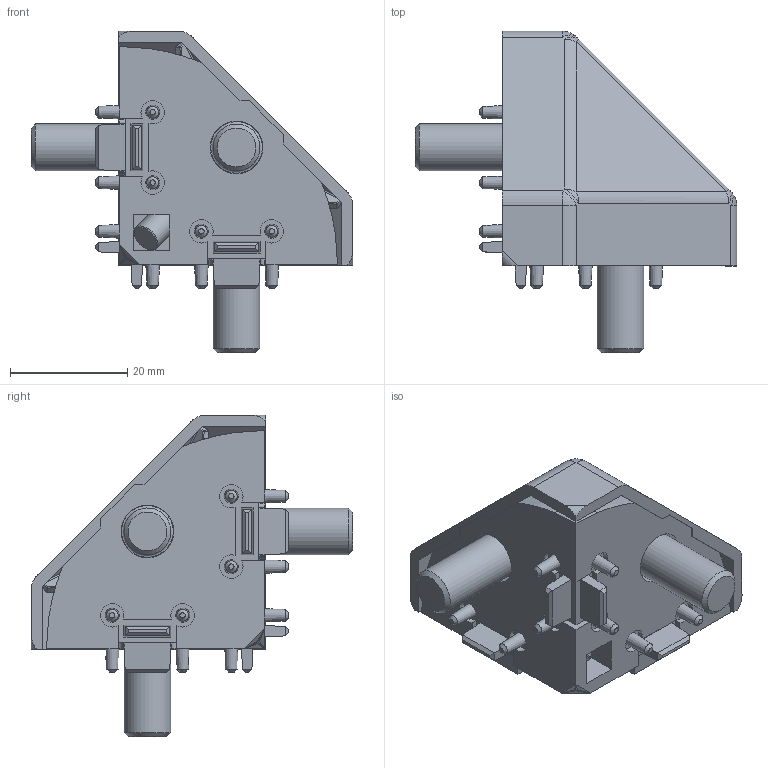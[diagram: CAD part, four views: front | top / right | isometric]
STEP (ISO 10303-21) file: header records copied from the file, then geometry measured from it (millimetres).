
FILE_DESCRIPTION(/* description */ ('STEP AP214'),/* implementation_level */ '2;1');
FILE_NAME(/* name */ '1024257.stp',/* time_stamp */ '2024-05-07T11:46:46+02:00',/* author */ ('b.steehouwer'),/* organization */ (''),/* preprocessor_version */ 'ST-DEVELOPER v18.1',/* originating_system */ 'Autodesk Inventor 2021',/* authorisation */ '');
FILE_SCHEMA (('AUTOMOTIVE_DESIGN { 1 0 10303 214 3 1 1 }'));
Length unit declared in the file: millimetre
Products named in the file (6): 1024257; 1024257-1; 1024257-2; 1024257-3; 1024257-4; 1024257-5
Assembly tree (5 placements, depth 2):
  1024257
    1024257-1
    1024257-2
    1024257-3
    1024257-4
    1024257-5
Bounding box: 54.81 x 54.81 x 54.81 mm (x, y, z)
Volume: 21935.2 mm3; surface area: 16398.3 mm2
Topology: 5 solids, 5 shells, 347 faces, 820 edges, 505 vertices
Faces by surface type: plane 232, cylinder 59, cone 35, sphere 18, torus 3
Full cylindrical faces by diameter (mm): 5 x1, 5.3 x1, 8 x3, 9 x3, 14 x3
Entity records: 10180 total; most frequent: CARTESIAN_POINT 1838, DIRECTION 1741, ORIENTED_EDGE 1632, EDGE_CURVE 816, AXIS2_PLACEMENT_3D 585, LINE 571, VECTOR 571, VERTEX_POINT 505
